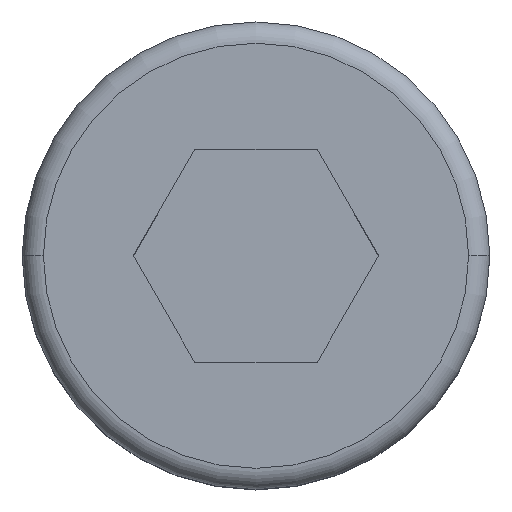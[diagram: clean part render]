
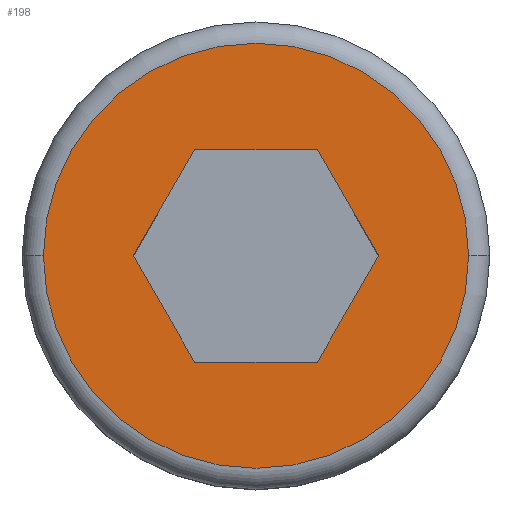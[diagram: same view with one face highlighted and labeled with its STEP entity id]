
A CAD part, top view. The second image highlights one B-rep face of the part: STEP entity #198.
In plain terms, the highlighted planar face has unit normal (0, 0, 1).
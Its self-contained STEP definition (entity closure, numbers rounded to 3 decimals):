
#4 = EDGE_LOOP ( 'NONE', ( #580, #611 ) ) ;
#8 = VERTEX_POINT ( 'NONE', #248 ) ;
#17 = LINE ( 'NONE', #356, #533 ) ;
#18 = CARTESIAN_POINT ( 'NONE',  ( 0.722, 1.25, 3. ) ) ;
#29 = FACE_OUTER_BOUND ( 'NONE', #4, .T. ) ;
#31 = CARTESIAN_POINT ( 'NONE',  ( -0.722, -1.25, 3. ) ) ;
#43 = FACE_BOUND ( 'NONE', #497, .T. ) ;
#47 = CARTESIAN_POINT ( 'NONE',  ( 1.443, 0., 3. ) ) ;
#49 = CARTESIAN_POINT ( 'NONE',  ( 2.5, 0., 3. ) ) ;
#53 = ORIENTED_EDGE ( 'NONE', *, *, #398, .F. ) ;
#54 = EDGE_CURVE ( 'NONE', #389, #399, #17, .T. ) ;
#57 = DIRECTION ( 'NONE',  ( -1., 0., 0. ) ) ;
#64 = DIRECTION ( 'NONE',  ( 1., 0., 0. ) ) ;
#100 = ORIENTED_EDGE ( 'NONE', *, *, #479, .F. ) ;
#104 = DIRECTION ( 'NONE',  ( -0.5, 0.866, 0. ) ) ;
#107 = LINE ( 'NONE', #47, #158 ) ;
#134 = VERTEX_POINT ( 'NONE', #312 ) ;
#154 = LINE ( 'NONE', #485, #325 ) ;
#156 = EDGE_CURVE ( 'NONE', #187, #420, #588, .T. ) ;
#157 = VECTOR ( 'NONE', #509, 1000. ) ;
#158 = VECTOR ( 'NONE', #104, 1000. ) ;
#174 = CARTESIAN_POINT ( 'NONE',  ( 0., 0., 3. ) ) ;
#185 = EDGE_CURVE ( 'NONE', #134, #243, #368, .T. ) ;
#187 = VERTEX_POINT ( 'NONE', #377 ) ;
#198 = ADVANCED_FACE ( 'NONE', ( #43, #29 ), #517, .T. ) ;
#202 = DIRECTION ( 'NONE',  ( -0.5, -0.866, 0. ) ) ;
#206 = DIRECTION ( 'NONE',  ( 1., 0., 0. ) ) ;
#220 = CIRCLE ( 'NONE', #425, 2.5 ) ;
#243 = VERTEX_POINT ( 'NONE', #31 ) ;
#247 = CARTESIAN_POINT ( 'NONE',  ( 0.722, -1.25, 3. ) ) ;
#248 = CARTESIAN_POINT ( 'NONE',  ( -0.722, 1.25, 3. ) ) ;
#277 = DIRECTION ( 'NONE',  ( 0., 0., 1. ) ) ;
#292 = CARTESIAN_POINT ( 'NONE',  ( -0.722, -1.25, 3. ) ) ;
#307 = VECTOR ( 'NONE', #206, 1000. ) ;
#312 = CARTESIAN_POINT ( 'NONE',  ( -1.443, 0., 3. ) ) ;
#325 = VECTOR ( 'NONE', #57, 1000. ) ;
#326 = CARTESIAN_POINT ( 'NONE',  ( -1.443, 0., 3. ) ) ;
#328 = DIRECTION ( 'NONE',  ( 1., 0., 0. ) ) ;
#352 = CARTESIAN_POINT ( 'NONE',  ( 0., 0., 3. ) ) ;
#356 = CARTESIAN_POINT ( 'NONE',  ( 0.722, -1.25, 3. ) ) ;
#359 = DIRECTION ( 'NONE',  ( 0., 0., 1. ) ) ;
#366 = EDGE_CURVE ( 'NONE', #243, #389, #534, .T. ) ;
#368 = LINE ( 'NONE', #326, #157 ) ;
#377 = CARTESIAN_POINT ( 'NONE',  ( -2.5, 0., 3. ) ) ;
#388 = CARTESIAN_POINT ( 'NONE',  ( 1.443, 0., 3. ) ) ;
#389 = VERTEX_POINT ( 'NONE', #247 ) ;
#391 = CARTESIAN_POINT ( 'NONE',  ( -0.722, 1.25, 3. ) ) ;
#395 = VECTOR ( 'NONE', #202, 1000. ) ;
#397 = DIRECTION ( 'NONE',  ( 0.5, 0.866, 0. ) ) ;
#398 = EDGE_CURVE ( 'NONE', #8, #134, #434, .T. ) ;
#399 = VERTEX_POINT ( 'NONE', #388 ) ;
#420 = VERTEX_POINT ( 'NONE', #49 ) ;
#421 = EDGE_CURVE ( 'NONE', #399, #587, #107, .T. ) ;
#425 = AXIS2_PLACEMENT_3D ( 'NONE', #352, #447, #64 ) ;
#434 = LINE ( 'NONE', #391, #395 ) ;
#447 = DIRECTION ( 'NONE',  ( 0., 0., 1. ) ) ;
#468 = CARTESIAN_POINT ( 'NONE',  ( 0., 0., 3. ) ) ;
#479 = EDGE_CURVE ( 'NONE', #587, #8, #154, .T. ) ;
#485 = CARTESIAN_POINT ( 'NONE',  ( 0.722, 1.25, 3. ) ) ;
#497 = EDGE_LOOP ( 'NONE', ( #546, #538, #593, #510, #53, #100 ) ) ;
#503 = DIRECTION ( 'NONE',  ( 1., 0., 0. ) ) ;
#509 = DIRECTION ( 'NONE',  ( 0.5, -0.866, 0. ) ) ;
#510 = ORIENTED_EDGE ( 'NONE', *, *, #185, .F. ) ;
#517 = PLANE ( 'NONE',  #617 ) ;
#533 = VECTOR ( 'NONE', #397, 1000. ) ;
#534 = LINE ( 'NONE', #292, #307 ) ;
#538 = ORIENTED_EDGE ( 'NONE', *, *, #54, .F. ) ;
#546 = ORIENTED_EDGE ( 'NONE', *, *, #421, .F. ) ;
#560 = EDGE_CURVE ( 'NONE', #420, #187, #220, .T. ) ;
#580 = ORIENTED_EDGE ( 'NONE', *, *, #560, .T. ) ;
#587 = VERTEX_POINT ( 'NONE', #18 ) ;
#588 = CIRCLE ( 'NONE', #607, 2.5 ) ;
#593 = ORIENTED_EDGE ( 'NONE', *, *, #366, .F. ) ;
#607 = AXIS2_PLACEMENT_3D ( 'NONE', #174, #359, #503 ) ;
#611 = ORIENTED_EDGE ( 'NONE', *, *, #156, .T. ) ;
#617 = AXIS2_PLACEMENT_3D ( 'NONE', #468, #277, #328 ) ;
